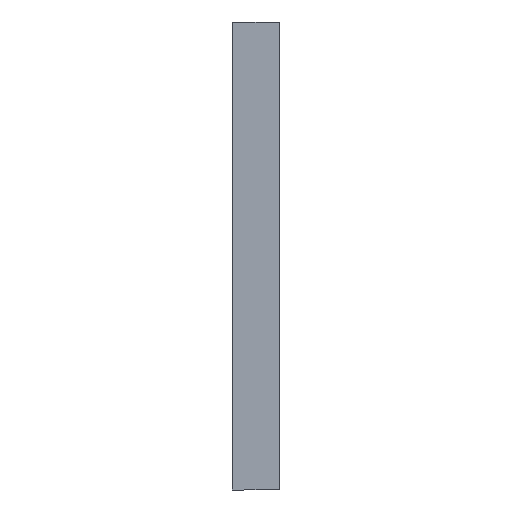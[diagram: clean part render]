
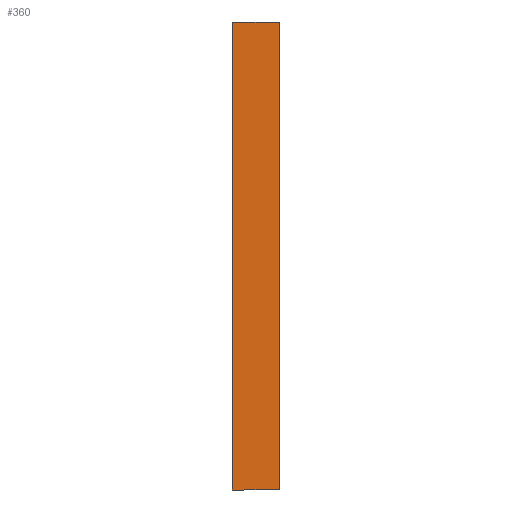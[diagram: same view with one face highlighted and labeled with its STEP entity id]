
A CAD part, front view. The second image highlights one B-rep face of the part: STEP entity #360.
In plain terms, the highlighted planar face has unit normal (0, -1, 0).
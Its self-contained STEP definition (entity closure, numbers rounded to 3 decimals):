
#3 = VECTOR ( 'NONE', #131, 1000. ) ;
#4 = LINE ( 'NONE', #280, #3 ) ;
#18 = VECTOR ( 'NONE', #22, 1000. ) ;
#22 = DIRECTION ( 'NONE',  ( 1., 0., 0. ) ) ;
#34 = LINE ( 'NONE', #584, #18 ) ;
#43 = CARTESIAN_POINT ( 'NONE',  ( -150., -0.7, 1500. ) ) ;
#46 = VECTOR ( 'NONE', #366, 1000. ) ;
#86 = CARTESIAN_POINT ( 'NONE',  ( 0., -0.7, 0. ) ) ;
#107 = ORIENTED_EDGE ( 'NONE', *, *, #454, .T. ) ;
#113 = DIRECTION ( 'NONE',  ( 0., 0., -1. ) ) ;
#114 = CARTESIAN_POINT ( 'NONE',  ( -151.7, -0.7, 0. ) ) ;
#124 = LINE ( 'NONE', #239, #46 ) ;
#127 = CARTESIAN_POINT ( 'NONE',  ( 0., -0.7, -1500. ) ) ;
#131 = DIRECTION ( 'NONE',  ( 1., 0., 0. ) ) ;
#133 = DIRECTION ( 'NONE',  ( -1., 0., 0. ) ) ;
#136 = VERTEX_POINT ( 'NONE', #43 ) ;
#146 = VECTOR ( 'NONE', #470, 1000. ) ;
#152 = CARTESIAN_POINT ( 'NONE',  ( 151.7, -0.7, 1500. ) ) ;
#164 = DIRECTION ( 'NONE',  ( 0., -1., 0. ) ) ;
#172 = PLANE ( 'NONE',  #192 ) ;
#178 = LINE ( 'NONE', #127, #258 ) ;
#183 = CARTESIAN_POINT ( 'NONE',  ( -151.7, -0.7, 1500. ) ) ;
#192 = AXIS2_PLACEMENT_3D ( 'NONE', #86, #164, #113 ) ;
#221 = VECTOR ( 'NONE', #340, 1000. ) ;
#239 = CARTESIAN_POINT ( 'NONE',  ( 0., -0.7, 1500. ) ) ;
#246 = FACE_OUTER_BOUND ( 'NONE', #524, .T. ) ;
#251 = CARTESIAN_POINT ( 'NONE',  ( 150., -0.7, 1500. ) ) ;
#254 = EDGE_CURVE ( 'NONE', #382, #476, #320, .T. ) ;
#258 = VECTOR ( 'NONE', #133, 1000. ) ;
#277 = VECTOR ( 'NONE', #567, 1000. ) ;
#280 = CARTESIAN_POINT ( 'NONE',  ( -162.5, -0.7, 1500. ) ) ;
#320 = LINE ( 'NONE', #114, #433 ) ;
#336 = ORIENTED_EDGE ( 'NONE', *, *, #523, .F. ) ;
#340 = DIRECTION ( 'NONE',  ( -1., 0., 0. ) ) ;
#344 = ORIENTED_EDGE ( 'NONE', *, *, #429, .F. ) ;
#353 = CARTESIAN_POINT ( 'NONE',  ( -162.5, -0.7, -1500. ) ) ;
#360 = ADVANCED_FACE ( 'NONE', ( #246 ), #172, .T. ) ;
#366 = DIRECTION ( 'NONE',  ( 1., 0., 0. ) ) ;
#377 = EDGE_CURVE ( 'NONE', #550, #457, #574, .T. ) ;
#382 = VERTEX_POINT ( 'NONE', #590 ) ;
#389 = EDGE_CURVE ( 'NONE', #455, #550, #124, .T. ) ;
#402 = CARTESIAN_POINT ( 'NONE',  ( 151.7, -0.7, -1500. ) ) ;
#409 = VERTEX_POINT ( 'NONE', #471 ) ;
#413 = EDGE_CURVE ( 'NONE', #464, #457, #34, .T. ) ;
#419 = CARTESIAN_POINT ( 'NONE',  ( 151.7, -0.7, 0. ) ) ;
#424 = ORIENTED_EDGE ( 'NONE', *, *, #413, .T. ) ;
#429 = EDGE_CURVE ( 'NONE', #136, #455, #4, .T. ) ;
#433 = VECTOR ( 'NONE', #492, 1000. ) ;
#454 = EDGE_CURVE ( 'NONE', #136, #476, #478, .T. ) ;
#455 = VERTEX_POINT ( 'NONE', #251 ) ;
#457 = VERTEX_POINT ( 'NONE', #402 ) ;
#464 = VERTEX_POINT ( 'NONE', #525 ) ;
#470 = DIRECTION ( 'NONE',  ( 0., 0., -1. ) ) ;
#471 = CARTESIAN_POINT ( 'NONE',  ( -150., -0.7, -1500. ) ) ;
#475 = ORIENTED_EDGE ( 'NONE', *, *, #254, .F. ) ;
#476 = VERTEX_POINT ( 'NONE', #183 ) ;
#478 = LINE ( 'NONE', #551, #277 ) ;
#492 = DIRECTION ( 'NONE',  ( 0., 0., 1. ) ) ;
#513 = ORIENTED_EDGE ( 'NONE', *, *, #377, .F. ) ;
#523 = EDGE_CURVE ( 'NONE', #409, #382, #178, .T. ) ;
#524 = EDGE_LOOP ( 'NONE', ( #563, #424, #513, #530, #344, #107, #475, #336 ) ) ;
#525 = CARTESIAN_POINT ( 'NONE',  ( 150., -0.7, -1500. ) ) ;
#530 = ORIENTED_EDGE ( 'NONE', *, *, #389, .F. ) ;
#550 = VERTEX_POINT ( 'NONE', #152 ) ;
#551 = CARTESIAN_POINT ( 'NONE',  ( -150., -0.7, 1500. ) ) ;
#563 = ORIENTED_EDGE ( 'NONE', *, *, #586, .F. ) ;
#567 = DIRECTION ( 'NONE',  ( -1., 0., 0. ) ) ;
#574 = LINE ( 'NONE', #419, #146 ) ;
#581 = LINE ( 'NONE', #353, #221 ) ;
#584 = CARTESIAN_POINT ( 'NONE',  ( 150., -0.7, -1500. ) ) ;
#586 = EDGE_CURVE ( 'NONE', #464, #409, #581, .T. ) ;
#590 = CARTESIAN_POINT ( 'NONE',  ( -151.7, -0.7, -1500. ) ) ;
